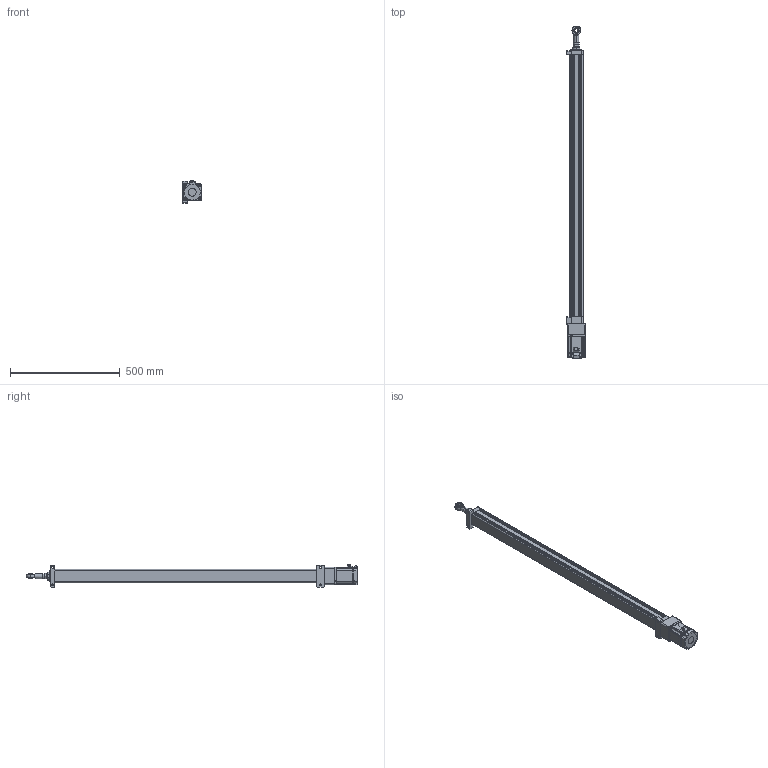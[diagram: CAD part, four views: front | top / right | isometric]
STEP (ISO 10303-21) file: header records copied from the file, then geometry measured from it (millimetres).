
FILE_DESCRIPTION (( 'STEP AP203' ), '1' );
FILE_NAME ('RLA60-10WS-1.27KN-L1100-500mm-s.STEP', '2025-01-10T00:31:09', ( '微软用户' ), ( '微软中国' ), 'SwSTEP 2.0', 'SolidWorks 2022', '' );
FILE_SCHEMA (( 'CONFIG_CONTROL_DESIGN' ));
Length unit declared in the file: millimetre
Products named in the file (12): 80SF750-K1950-002.STEP; rebn-16; S80DG-A-001.STEP; RLA60-10WS-1.27KN-L1100-500mm-s; S80DG-B-001.STEP; RSNA-M08J2430A(1).STEP; S80-H73-001.STEP; RSNA-M08J2430A(1); 60缸行程1100卧式安装直连; 80____________.STEP; 86__________.STEP; hex thin nuts grades ab gb_GB_FASTENER_NUT_STNABTT M16X1.5-N
Assembly tree (11 placements, depth 4):
  RLA60-10WS-1.27KN-L1100-500mm-s
    60缸行程1100卧式安装直连
    rebn-16
    RSNA-M08J2430A(1)
      RSNA-M08J2430A(1).STEP
        80SF750-K1950-002.STEP
        S80DG-A-001.STEP
        S80DG-B-001.STEP
        S80-H73-001.STEP
        80____________.STEP
        86__________.STEP
    hex thin nuts grades ab gb_GB_FASTENER_NUT_STNABTT M16X1.5-N
Bounding box: 83 x 1514 x 101.55 mm (x, y, z)
Volume: 2596838.3 mm3; surface area: 830734.2 mm2
Topology: 10 solids, 11 shells, 1031 faces, 2665 edges, 1664 vertices
Faces by surface type: cylinder 424, plane 384, bspline 102, cone 61, torus 60
Entity records: 40046 total; most frequent: CARTESIAN_POINT 13962, ORIENTED_EDGE 5250, DIRECTION 5231, EDGE_CURVE 2625, AXIS2_PLACEMENT_3D 1964, VERTEX_POINT 1664, LINE 1303, VECTOR 1303
